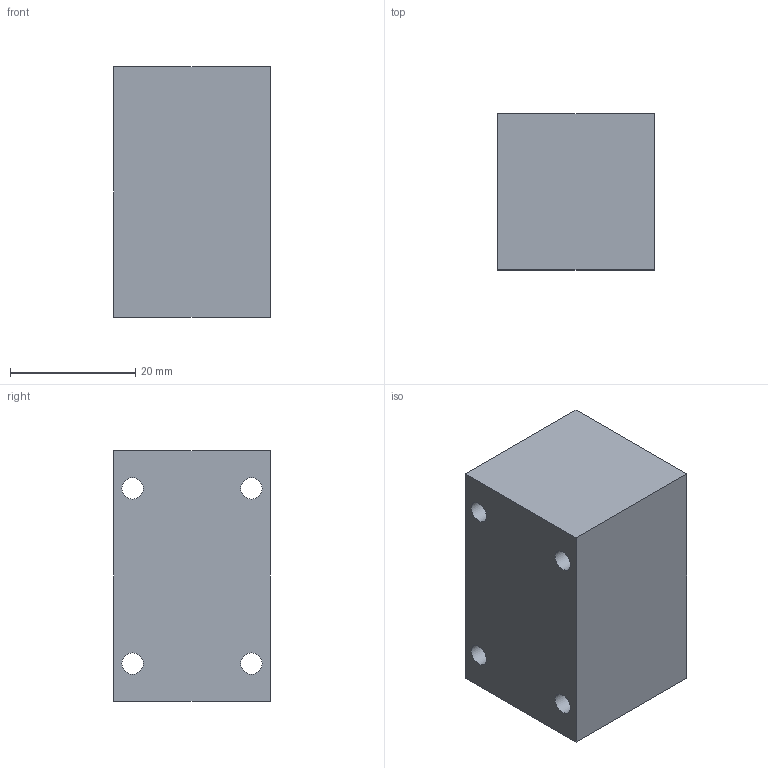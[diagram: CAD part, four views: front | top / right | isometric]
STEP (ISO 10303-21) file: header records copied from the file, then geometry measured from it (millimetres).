
FILE_DESCRIPTION(/* description */ (''),/* implementation_level */ '2;1');
FILE_NAME(/* name */ 'su_25_310.stp',/* time_stamp */ '2017-01-17T14:33:42+01:00',/* author */ ('hamoud'),/* organization */ (''),/* preprocessor_version */ 'ST-DEVELOPER v15.6',/* originating_system */ 'Autodesk Inventor LT ',/* authorisation */ '');
FILE_SCHEMA (('AUTOMOTIVE_DESIGN { 1 0 10303 214 3 1 1 }'));
Length unit declared in the file: millimetre
Products named in the file (1): SU-25-310_Airtec
Bounding box: 25 x 25 x 40 mm (x, y, z)
Volume: 23890.4 mm3; surface area: 6451.9 mm2
Topology: 1 solids, 1 shells, 86 faces, 234 edges, 156 vertices
Faces by surface type: plane 79, cylinder 7
Full cylindrical faces by diameter (mm): 3.4 x4, 4.134 x3
Entity records: 2677 total; most frequent: CARTESIAN_POINT 470, ORIENTED_EDGE 454, DIRECTION 415, EDGE_CURVE 227, LINE 213, VECTOR 213, VERTEX_POINT 156, EDGE_LOOP 107
